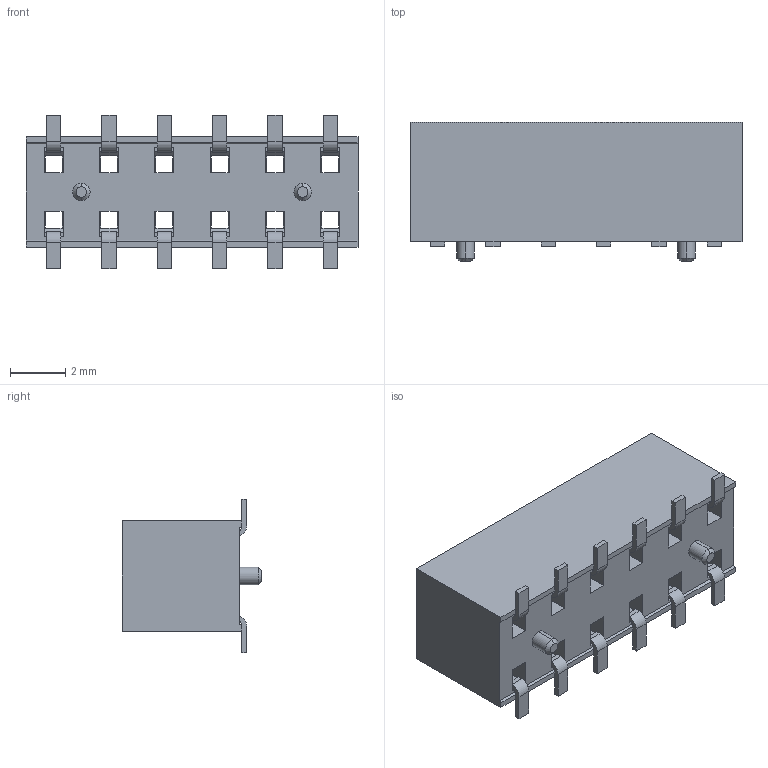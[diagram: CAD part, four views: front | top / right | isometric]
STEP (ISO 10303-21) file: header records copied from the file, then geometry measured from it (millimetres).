
FILE_DESCRIPTION (( 'STEP AP203' ), '1' );
FILE_NAME ('TLE-106-01-X-DV-A-BASIC.step', '2010-05-17T12:36:00', ( 'Samtec' ), ( 'Samtec, Inc.' ), 'SwSTEP 2.0', 'SolidWorks 2009', '' );
FILE_SCHEMA (( 'CONFIG_CONTROL_DESIGN' ));
Length unit declared in the file: inch
Products named in the file (1): TLE-106-01-X-DV-A-BASIC
Bounding box: 12 x 5.04 x 5.56 mm (x, y, z)
Volume: 174.1 mm3; surface area: 407.5 mm2
Topology: 1 solids, 1 shells, 320 faces, 920 edges, 580 vertices
Faces by surface type: plane 288, cylinder 28, cone 4
Entity records: 10395 total; most frequent: CARTESIAN_POINT 1857, ORIENTED_EDGE 1840, DIRECTION 1634, EDGE_CURVE 920, VECTOR 824, LINE 824, VERTEX_POINT 580, AXIS2_PLACEMENT_3D 405
